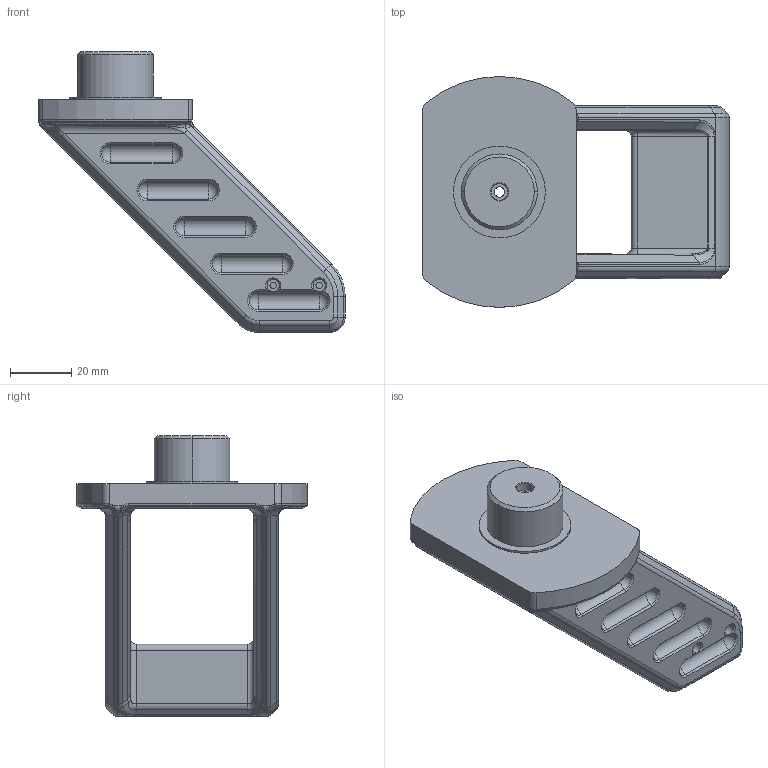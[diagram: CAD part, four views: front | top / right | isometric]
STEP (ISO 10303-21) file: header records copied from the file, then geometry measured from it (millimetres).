
FILE_DESCRIPTION (( 'STEP AP214' ), '1' );
FILE_NAME ('Link.STEP', '2023-02-25T15:48:02', ( '' ), ( '' ), 'SwSTEP 2.0', 'SolidWorks 2023', '' );
FILE_SCHEMA (( 'AUTOMOTIVE_DESIGN' ));
Length unit declared in the file: millimetre
Products named in the file (1): Link_Predeterminado
Bounding box: 100 x 75.37 x 91.7 mm (x, y, z)
Surface area: 30328 mm2 (no closed solid volume)
Topology: 0 solids, 1 shells, 414 faces, 1027 edges, 591 vertices
Faces by surface type: cylinder 115, bspline 93, plane 88, cone 60, sphere 34, torus 24
Entity records: 15277 total; most frequent: CARTESIAN_POINT 6591, ORIENTED_EDGE 1908, DIRECTION 1678, EDGE_CURVE 954, AXIS2_PLACEMENT_3D 666, VERTEX_POINT 559, EDGE_LOOP 447, FACE_OUTER_BOUND 415
